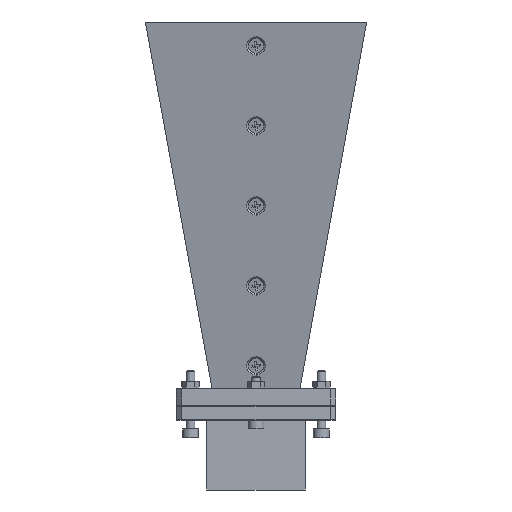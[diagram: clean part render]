
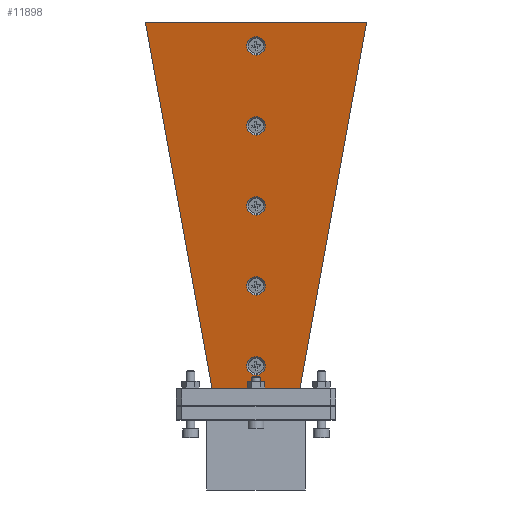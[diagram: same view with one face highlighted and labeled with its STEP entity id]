
A CAD part, front view. The second image highlights one B-rep face of the part: STEP entity #11898.
In plain terms, the highlighted planar face has unit normal (0, -0.983, -0.184).
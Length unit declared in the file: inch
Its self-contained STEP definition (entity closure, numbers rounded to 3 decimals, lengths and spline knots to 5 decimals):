
#69 = CARTESIAN_POINT ( 'NONE',  ( 0., -1.20045, 5.8964 ) ) ;
#291 = EDGE_CURVE ( 'NONE', #17501, #4054, #17445, .T. ) ;
#759 = CARTESIAN_POINT ( 'NONE',  ( -0.99252, -0.74061, 3.4439 ) ) ;
#824 = EDGE_CURVE ( 'NONE', #19543, #14531, #3585, .T. ) ;
#965 = DIRECTION ( 'NONE',  ( 0., 0.184, -0.983 ) ) ;
#972 = EDGE_LOOP ( 'NONE', ( #3301, #23573 ) ) ;
#1247 = CARTESIAN_POINT ( 'NONE',  ( 0., -0.41106, 1.6863 ) ) ;
#1731 = AXIS2_PLACEMENT_3D ( 'NONE', #7636, #24758, #1947 ) ;
#1738 = VECTOR ( 'NONE', #18750, 39.37008 ) ;
#1947 = DIRECTION ( 'NONE',  ( 0., 0.184, -0.983 ) ) ;
#2463 = CARTESIAN_POINT ( 'NONE',  ( 0., -1.17723, 5.77257 ) ) ;
#2613 = CARTESIAN_POINT ( 'NONE',  ( 0., -0.7733, 3.61823 ) ) ;
#2712 = CARTESIAN_POINT ( 'NONE',  ( 0., -0.9973, 4.81291 ) ) ;
#2796 = CARTESIAN_POINT ( 'NONE',  ( 0.59542, -0.3311, 1.25984 ) ) ;
#2860 = DIRECTION ( 'NONE',  ( 0.176, 0.181, -0.968 ) ) ;
#2952 = DIRECTION ( 'NONE',  ( 0., 0.184, -0.983 ) ) ;
#3149 = CARTESIAN_POINT ( 'NONE',  ( 1.49735, -1.26121, 6.22047 ) ) ;
#3157 = ORIENTED_EDGE ( 'NONE', *, *, #18302, .T. ) ;
#3169 = AXIS2_PLACEMENT_3D ( 'NONE', #12764, #14788, #965 ) ;
#3301 = ORIENTED_EDGE ( 'NONE', *, *, #21889, .F. ) ;
#3585 = CIRCLE ( 'NONE', #11491, 0.12598 ) ;
#3648 = AXIS2_PLACEMENT_3D ( 'NONE', #23021, #14581, #16990 ) ;
#3767 = EDGE_CURVE ( 'NONE', #14531, #19543, #8744, .T. ) ;
#3878 = VECTOR ( 'NONE', #2860, 39.37008 ) ;
#4054 = VERTEX_POINT ( 'NONE', #17311 ) ;
#4100 = EDGE_CURVE ( 'NONE', #21891, #18224, #17643, .T. ) ;
#4241 = LINE ( 'NONE', #17031, #4419 ) ;
#4419 = VECTOR ( 'NONE', #14967, 39.37008 ) ;
#4423 = AXIS2_PLACEMENT_3D ( 'NONE', #69, #17948, #23768 ) ;
#4599 = ORIENTED_EDGE ( 'NONE', *, *, #3767, .F. ) ;
#4651 = CIRCLE ( 'NONE', #8579, 0.12598 ) ;
#4683 = FACE_BOUND ( 'NONE', #18989, .T. ) ;
#4729 = FACE_BOUND ( 'NONE', #17691, .T. ) ;
#5430 = DIRECTION ( 'NONE',  ( 0., 0.184, -0.983 ) ) ;
#5730 = AXIS2_PLACEMENT_3D ( 'NONE', #7554, #18801, #24998 ) ;
#5889 = DIRECTION ( 'NONE',  ( 0., -0.983, -0.184 ) ) ;
#5890 = CIRCLE ( 'NONE', #19522, 0.12598 ) ;
#5958 = EDGE_CURVE ( 'NONE', #15359, #6028, #15883, .T. ) ;
#5961 = EDGE_LOOP ( 'NONE', ( #3157, #11599, #13005, #23414 ) ) ;
#6028 = VERTEX_POINT ( 'NONE', #19435 ) ;
#6046 = DIRECTION ( 'NONE',  ( 0., -0.983, -0.184 ) ) ;
#6258 = CARTESIAN_POINT ( 'NONE',  ( 0., -0.97408, 4.68909 ) ) ;
#6504 = CIRCLE ( 'NONE', #10287, 0.12598 ) ;
#6879 = VERTEX_POINT ( 'NONE', #13904 ) ;
#7441 = ORIENTED_EDGE ( 'NONE', *, *, #9086, .F. ) ;
#7554 = CARTESIAN_POINT ( 'NONE',  ( 0., -1.20045, 5.8964 ) ) ;
#7636 = CARTESIAN_POINT ( 'NONE',  ( 0., -0.79415, 3.72943 ) ) ;
#7807 = EDGE_CURVE ( 'NONE', #13425, #6879, #5890, .T. ) ;
#8436 = DIRECTION ( 'NONE',  ( 0., 0.184, -0.983 ) ) ;
#8441 = CARTESIAN_POINT ( 'NONE',  ( 0., -0.36462, 1.43864 ) ) ;
#8536 = VERTEX_POINT ( 'NONE', #3149 ) ;
#8538 = CARTESIAN_POINT ( 'NONE',  ( 0., -0.81736, 3.85326 ) ) ;
#8579 = AXIS2_PLACEMENT_3D ( 'NONE', #9015, #19099, #2952 ) ;
#8744 = CIRCLE ( 'NONE', #23983, 0.12598 ) ;
#9015 = CARTESIAN_POINT ( 'NONE',  ( 0., -0.79415, 3.72943 ) ) ;
#9086 = EDGE_CURVE ( 'NONE', #4054, #17501, #4651, .T. ) ;
#9232 = CARTESIAN_POINT ( 'NONE',  ( 0., -0.38784, 1.56247 ) ) ;
#9546 = CARTESIAN_POINT ( 'NONE',  ( 0., -1.22367, 6.02022 ) ) ;
#10027 = CIRCLE ( 'NONE', #5730, 0.12598 ) ;
#10287 = AXIS2_PLACEMENT_3D ( 'NONE', #13664, #20096, #8436 ) ;
#10879 = EDGE_LOOP ( 'NONE', ( #24871, #19863 ) ) ;
#11491 = AXIS2_PLACEMENT_3D ( 'NONE', #16103, #5889, #21158 ) ;
#11599 = ORIENTED_EDGE ( 'NONE', *, *, #15260, .T. ) ;
#11898 = ADVANCED_FACE ( 'NONE', ( #21496, #4683, #13419, #21759, #13144, #4729 ), #24475, .F. ) ;
#12452 = CIRCLE ( 'NONE', #3648, 0.12598 ) ;
#12764 = CARTESIAN_POINT ( 'NONE',  ( 0., -0.59099, 2.64595 ) ) ;
#12902 = LINE ( 'NONE', #759, #3878 ) ;
#13005 = ORIENTED_EDGE ( 'NONE', *, *, #24022, .F. ) ;
#13144 = FACE_BOUND ( 'NONE', #972, .T. ) ;
#13299 = VERTEX_POINT ( 'NONE', #23010 ) ;
#13419 = FACE_BOUND ( 'NONE', #10879, .T. ) ;
#13425 = VERTEX_POINT ( 'NONE', #6258 ) ;
#13664 = CARTESIAN_POINT ( 'NONE',  ( 0., -0.59099, 2.64595 ) ) ;
#13811 = ORIENTED_EDGE ( 'NONE', *, *, #291, .F. ) ;
#13883 = CARTESIAN_POINT ( 'NONE',  ( 0., -1.26121, 6.22047 ) ) ;
#13904 = CARTESIAN_POINT ( 'NONE',  ( 0., -1.02052, 4.93674 ) ) ;
#13915 = DIRECTION ( 'NONE',  ( 0., 0.184, -0.983 ) ) ;
#13941 = ORIENTED_EDGE ( 'NONE', *, *, #824, .F. ) ;
#14531 = VERTEX_POINT ( 'NONE', #8441 ) ;
#14581 = DIRECTION ( 'NONE',  ( 0., -0.983, -0.184 ) ) ;
#14788 = DIRECTION ( 'NONE',  ( 0., -0.983, -0.184 ) ) ;
#14967 = DIRECTION ( 'NONE',  ( -0.176, 0.181, -0.968 ) ) ;
#15125 = VERTEX_POINT ( 'NONE', #17947 ) ;
#15260 = EDGE_CURVE ( 'NONE', #15125, #24324, #16834, .T. ) ;
#15359 = VERTEX_POINT ( 'NONE', #20722 ) ;
#15441 = ORIENTED_EDGE ( 'NONE', *, *, #4100, .F. ) ;
#15883 = CIRCLE ( 'NONE', #3169, 0.12598 ) ;
#15935 = EDGE_CURVE ( 'NONE', #18224, #21891, #10027, .T. ) ;
#16103 = CARTESIAN_POINT ( 'NONE',  ( 0., -0.38784, 1.56247 ) ) ;
#16218 = DIRECTION ( 'NONE',  ( 1., 0., 0. ) ) ;
#16252 = LINE ( 'NONE', #13883, #24725 ) ;
#16834 = LINE ( 'NONE', #22405, #1738 ) ;
#16990 = DIRECTION ( 'NONE',  ( 0., 0.184, -0.983 ) ) ;
#17031 = CARTESIAN_POINT ( 'NONE',  ( 0.99956, -0.74787, 3.48262 ) ) ;
#17311 = CARTESIAN_POINT ( 'NONE',  ( 0., -0.77093, 3.60561 ) ) ;
#17445 = CIRCLE ( 'NONE', #1731, 0.12598 ) ;
#17501 = VERTEX_POINT ( 'NONE', #8538 ) ;
#17643 = CIRCLE ( 'NONE', #4423, 0.12598 ) ;
#17691 = EDGE_LOOP ( 'NONE', ( #4599, #13941 ) ) ;
#17947 = CARTESIAN_POINT ( 'NONE',  ( -0.59542, -0.3311, 1.25984 ) ) ;
#17948 = DIRECTION ( 'NONE',  ( 0., -0.983, -0.184 ) ) ;
#18224 = VERTEX_POINT ( 'NONE', #9546 ) ;
#18302 = EDGE_CURVE ( 'NONE', #13299, #15125, #12902, .T. ) ;
#18750 = DIRECTION ( 'NONE',  ( 1., 0., 0. ) ) ;
#18801 = DIRECTION ( 'NONE',  ( 0., -0.983, -0.184 ) ) ;
#18989 = EDGE_LOOP ( 'NONE', ( #15441, #21046 ) ) ;
#19099 = DIRECTION ( 'NONE',  ( 0., -0.983, -0.184 ) ) ;
#19200 = DIRECTION ( 'NONE',  ( 0., -0.983, -0.184 ) ) ;
#19435 = CARTESIAN_POINT ( 'NONE',  ( 0., -0.56777, 2.52213 ) ) ;
#19522 = AXIS2_PLACEMENT_3D ( 'NONE', #2712, #19200, #5430 ) ;
#19543 = VERTEX_POINT ( 'NONE', #1247 ) ;
#19863 = ORIENTED_EDGE ( 'NONE', *, *, #20791, .F. ) ;
#20096 = DIRECTION ( 'NONE',  ( 0., -0.983, -0.184 ) ) ;
#20626 = EDGE_LOOP ( 'NONE', ( #7441, #13811 ) ) ;
#20722 = CARTESIAN_POINT ( 'NONE',  ( 0., -0.61421, 2.76978 ) ) ;
#20791 = EDGE_CURVE ( 'NONE', #6879, #13425, #12452, .T. ) ;
#21046 = ORIENTED_EDGE ( 'NONE', *, *, #15935, .F. ) ;
#21158 = DIRECTION ( 'NONE',  ( 0., 0.184, -0.983 ) ) ;
#21496 = FACE_OUTER_BOUND ( 'NONE', #5961, .T. ) ;
#21759 = FACE_BOUND ( 'NONE', #20626, .T. ) ;
#21889 = EDGE_CURVE ( 'NONE', #6028, #15359, #6504, .T. ) ;
#21891 = VERTEX_POINT ( 'NONE', #2463 ) ;
#22261 = DIRECTION ( 'NONE',  ( 1., 0., 0. ) ) ;
#22405 = CARTESIAN_POINT ( 'NONE',  ( 0., -0.3311, 1.25984 ) ) ;
#23010 = CARTESIAN_POINT ( 'NONE',  ( -1.49735, -1.26121, 6.22047 ) ) ;
#23021 = CARTESIAN_POINT ( 'NONE',  ( 0., -0.9973, 4.81291 ) ) ;
#23414 = ORIENTED_EDGE ( 'NONE', *, *, #24874, .F. ) ;
#23573 = ORIENTED_EDGE ( 'NONE', *, *, #5958, .F. ) ;
#23768 = DIRECTION ( 'NONE',  ( 0., 0.184, -0.983 ) ) ;
#23950 = DIRECTION ( 'NONE',  ( 0., 0.983, 0.184 ) ) ;
#23983 = AXIS2_PLACEMENT_3D ( 'NONE', #9232, #6046, #13915 ) ;
#24022 = EDGE_CURVE ( 'NONE', #8536, #24324, #4241, .T. ) ;
#24324 = VERTEX_POINT ( 'NONE', #2796 ) ;
#24475 = PLANE ( 'NONE',  #24714 ) ;
#24714 = AXIS2_PLACEMENT_3D ( 'NONE', #2613, #23950, #22261 ) ;
#24725 = VECTOR ( 'NONE', #16218, 39.37008 ) ;
#24758 = DIRECTION ( 'NONE',  ( 0., -0.983, -0.184 ) ) ;
#24871 = ORIENTED_EDGE ( 'NONE', *, *, #7807, .F. ) ;
#24874 = EDGE_CURVE ( 'NONE', #13299, #8536, #16252, .T. ) ;
#24998 = DIRECTION ( 'NONE',  ( 0., 0.184, -0.983 ) ) ;
